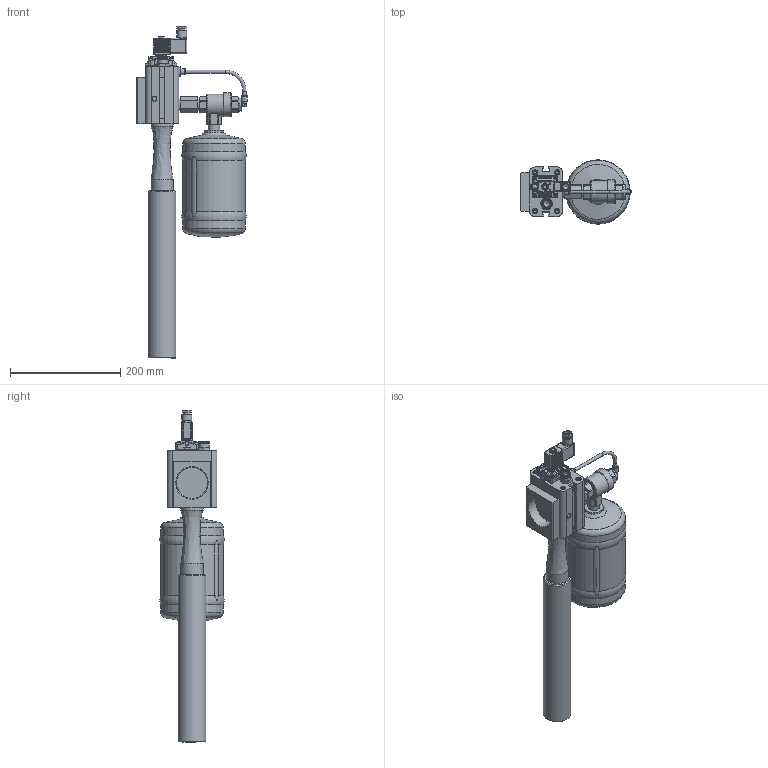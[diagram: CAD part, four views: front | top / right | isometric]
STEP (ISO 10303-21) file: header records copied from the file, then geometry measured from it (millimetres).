
FILE_DESCRIPTION(/* description */ (''),/* implementation_level */ '2;1');
FILE_NAME(/* name */ 'evkz20aer15s.stp',/* time_stamp */ '2021-05-13T11:04:15+02:00',/* author */ ('enginyeria'),/* organization */ (''),/* preprocessor_version */ 'ST-DEVELOPER v17.2',/* originating_system */ 'Autodesk Inventor 2019',/* authorisation */ '');
FILE_SCHEMA (('CONFIG_CONTROL_DESIGN'));
Length unit declared in the file: millimetre
Products named in the file (1): evkz20aer15s
Bounding box: 200.38 x 116.31 x 601.03 mm (x, y, z)
Volume: 3149711.4 mm3; surface area: 268229.5 mm2
Topology: 4 solids, 27 shells, 2249 faces, 6030 edges, 3885 vertices
Faces by surface type: plane 1097, cylinder 763, cone 199, bspline 90, torus 85, sphere 15
Full cylindrical faces by diameter (mm): 1.1 x1, 1.3 x2, 1.4 x1, 1.8 x3, 2 x3, 2.4 x3, 2.5 x4, 2.7 x1, 3 x5, 3.2 x1, 3.5 x1, 3.9 x4, 4 x4, 4.134 x4, 4.3 x4, 4.8 x1, 4.9 x4, 5 x5, 5.5 x4, 6 x11, 6.2 x1, 6.3 x4, 6.647 x2, 7 x6, 7.1 x2, 7.2 x2, 7.4 x1, 8 x1, 8.05 x2, 8.1 x1
Entity records: 78015 total; most frequent: CARTESIAN_POINT 21474, ORIENTED_EDGE 11990, DIRECTION 11898, EDGE_CURVE 5995, AXIS2_PLACEMENT_3D 4345, VERTEX_POINT 3887, LINE 3208, VECTOR 3208
